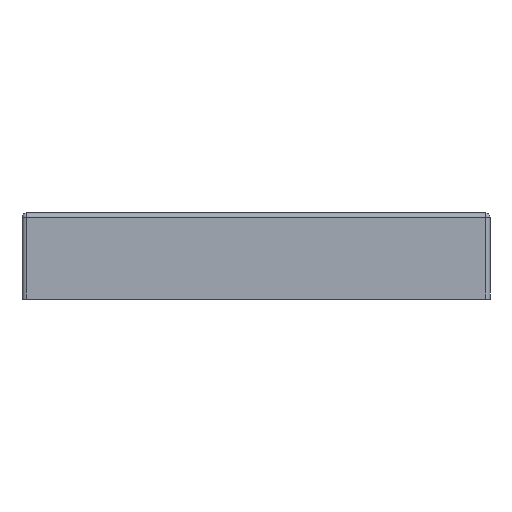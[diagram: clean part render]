
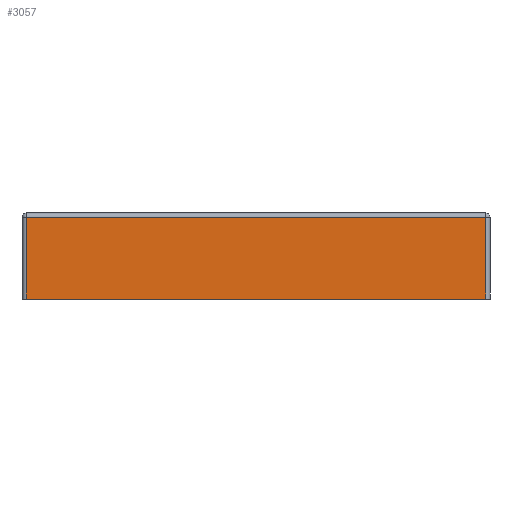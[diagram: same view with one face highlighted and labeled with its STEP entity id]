
A CAD part, front view. The second image highlights one B-rep face of the part: STEP entity #3057.
In plain terms, the highlighted planar face has unit normal (0, -1, 0).
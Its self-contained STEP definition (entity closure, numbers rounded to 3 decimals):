
#272 = VERTEX_POINT('',#273);
#273 = CARTESIAN_POINT('',(1.,-20.,17.2));
#292 = CYLINDRICAL_SURFACE('',#293,1.);
#293 = AXIS2_PLACEMENT_3D('',#294,#295,#296);
#294 = CARTESIAN_POINT('',(1.,-19.,36.2));
#295 = DIRECTION('',(-0.,-0.,-1.));
#296 = DIRECTION('',(1.,0.,0.));
#977 = PLANE('',#978);
#978 = AXIS2_PLACEMENT_3D('',#979,#980,#981);
#979 = CARTESIAN_POINT('',(1.,-20.,17.2));
#980 = DIRECTION('',(-0.,-0.,-1.));
#981 = DIRECTION('',(-1.,0.,0.));
#1357 = VERTEX_POINT('',#1358);
#1358 = CARTESIAN_POINT('',(1.,-20.,36.2));
#1385 = EDGE_CURVE('',#1357,#272,#1386,.T.);
#1386 = SURFACE_CURVE('',#1387,(#1391,#1398),.PCURVE_S1.);
#1387 = LINE('',#1388,#1389);
#1388 = CARTESIAN_POINT('',(1.,-20.,36.2));
#1389 = VECTOR('',#1390,1.);
#1390 = DIRECTION('',(-0.,-0.,-1.));
#1391 = PCURVE('',#292,#1392);
#1392 = DEFINITIONAL_REPRESENTATION('',(#1393),#1397);
#1393 = LINE('',#1394,#1395);
#1394 = CARTESIAN_POINT('',(-4.712,0.));
#1395 = VECTOR('',#1396,1.);
#1396 = DIRECTION('',(-0.,1.));
#1397 = ( GEOMETRIC_REPRESENTATION_CONTEXT(2) 
PARAMETRIC_REPRESENTATION_CONTEXT() REPRESENTATION_CONTEXT('2D SPACE',''
  ) );
#1398 = PCURVE('',#1399,#1404);
#1399 = PLANE('',#1400);
#1400 = AXIS2_PLACEMENT_3D('',#1401,#1402,#1403);
#1401 = CARTESIAN_POINT('',(1.,-20.,36.2));
#1402 = DIRECTION('',(0.,1.,0.));
#1403 = DIRECTION('',(0.,0.,1.));
#1404 = DEFINITIONAL_REPRESENTATION('',(#1405),#1409);
#1405 = LINE('',#1406,#1407);
#1406 = CARTESIAN_POINT('',(0.,-0.));
#1407 = VECTOR('',#1408,1.);
#1408 = DIRECTION('',(-1.,0.));
#1409 = ( GEOMETRIC_REPRESENTATION_CONTEXT(2) 
PARAMETRIC_REPRESENTATION_CONTEXT() REPRESENTATION_CONTEXT('2D SPACE',''
  ) );
#1886 = EDGE_CURVE('',#272,#1887,#1889,.T.);
#1887 = VERTEX_POINT('',#1888);
#1888 = CARTESIAN_POINT('',(107.7,-20.,17.2));
#1889 = SURFACE_CURVE('',#1890,(#1894,#1901),.PCURVE_S1.);
#1890 = LINE('',#1891,#1892);
#1891 = CARTESIAN_POINT('',(1.,-20.,17.2));
#1892 = VECTOR('',#1893,1.);
#1893 = DIRECTION('',(1.,0.,0.));
#1894 = PCURVE('',#977,#1895);
#1895 = DEFINITIONAL_REPRESENTATION('',(#1896),#1900);
#1896 = LINE('',#1897,#1898);
#1897 = CARTESIAN_POINT('',(-0.,0.));
#1898 = VECTOR('',#1899,1.);
#1899 = DIRECTION('',(-1.,0.));
#1900 = ( GEOMETRIC_REPRESENTATION_CONTEXT(2) 
PARAMETRIC_REPRESENTATION_CONTEXT() REPRESENTATION_CONTEXT('2D SPACE',''
  ) );
#1901 = PCURVE('',#1399,#1902);
#1902 = DEFINITIONAL_REPRESENTATION('',(#1903),#1907);
#1903 = LINE('',#1904,#1905);
#1904 = CARTESIAN_POINT('',(-19.,0.));
#1905 = VECTOR('',#1906,1.);
#1906 = DIRECTION('',(-0.,1.));
#1907 = ( GEOMETRIC_REPRESENTATION_CONTEXT(2) 
PARAMETRIC_REPRESENTATION_CONTEXT() REPRESENTATION_CONTEXT('2D SPACE',''
  ) );
#3057 = ADVANCED_FACE('',(#3058),#1399,.F.);
#3058 = FACE_BOUND('',#3059,.T.);
#3059 = EDGE_LOOP('',(#3060,#3088,#3089,#3090));
#3060 = ORIENTED_EDGE('',*,*,#3061,.F.);
#3061 = EDGE_CURVE('',#1357,#3062,#3064,.T.);
#3062 = VERTEX_POINT('',#3063);
#3063 = CARTESIAN_POINT('',(107.7,-20.,36.2));
#3064 = SURFACE_CURVE('',#3065,(#3069,#3076),.PCURVE_S1.);
#3065 = LINE('',#3066,#3067);
#3066 = CARTESIAN_POINT('',(1.,-20.,36.2));
#3067 = VECTOR('',#3068,1.);
#3068 = DIRECTION('',(1.,0.,0.));
#3069 = PCURVE('',#1399,#3070);
#3070 = DEFINITIONAL_REPRESENTATION('',(#3071),#3075);
#3071 = LINE('',#3072,#3073);
#3072 = CARTESIAN_POINT('',(0.,-0.));
#3073 = VECTOR('',#3074,1.);
#3074 = DIRECTION('',(-0.,1.));
#3075 = ( GEOMETRIC_REPRESENTATION_CONTEXT(2) 
PARAMETRIC_REPRESENTATION_CONTEXT() REPRESENTATION_CONTEXT('2D SPACE',''
  ) );
#3076 = PCURVE('',#3077,#3082);
#3077 = CYLINDRICAL_SURFACE('',#3078,1.);
#3078 = AXIS2_PLACEMENT_3D('',#3079,#3080,#3081);
#3079 = CARTESIAN_POINT('',(1.,-19.,36.2));
#3080 = DIRECTION('',(1.,0.,0.));
#3081 = DIRECTION('',(0.,0.,1.));
#3082 = DEFINITIONAL_REPRESENTATION('',(#3083),#3087);
#3083 = LINE('',#3084,#3085);
#3084 = CARTESIAN_POINT('',(-4.712,0.));
#3085 = VECTOR('',#3086,1.);
#3086 = DIRECTION('',(-0.,1.));
#3087 = ( GEOMETRIC_REPRESENTATION_CONTEXT(2) 
PARAMETRIC_REPRESENTATION_CONTEXT() REPRESENTATION_CONTEXT('2D SPACE',''
  ) );
#3088 = ORIENTED_EDGE('',*,*,#1385,.T.);
#3089 = ORIENTED_EDGE('',*,*,#1886,.T.);
#3090 = ORIENTED_EDGE('',*,*,#3091,.F.);
#3091 = EDGE_CURVE('',#3062,#1887,#3092,.T.);
#3092 = SURFACE_CURVE('',#3093,(#3097,#3104),.PCURVE_S1.);
#3093 = LINE('',#3094,#3095);
#3094 = CARTESIAN_POINT('',(107.7,-20.,36.2));
#3095 = VECTOR('',#3096,1.);
#3096 = DIRECTION('',(-0.,-0.,-1.));
#3097 = PCURVE('',#1399,#3098);
#3098 = DEFINITIONAL_REPRESENTATION('',(#3099),#3103);
#3099 = LINE('',#3100,#3101);
#3100 = CARTESIAN_POINT('',(0.,106.7));
#3101 = VECTOR('',#3102,1.);
#3102 = DIRECTION('',(-1.,0.));
#3103 = ( GEOMETRIC_REPRESENTATION_CONTEXT(2) 
PARAMETRIC_REPRESENTATION_CONTEXT() REPRESENTATION_CONTEXT('2D SPACE',''
  ) );
#3104 = PCURVE('',#3105,#3110);
#3105 = CYLINDRICAL_SURFACE('',#3106,1.);
#3106 = AXIS2_PLACEMENT_3D('',#3107,#3108,#3109);
#3107 = CARTESIAN_POINT('',(107.7,-19.,36.2));
#3108 = DIRECTION('',(-0.,-0.,-1.));
#3109 = DIRECTION('',(1.,0.,0.));
#3110 = DEFINITIONAL_REPRESENTATION('',(#3111),#3115);
#3111 = LINE('',#3112,#3113);
#3112 = CARTESIAN_POINT('',(-4.712,0.));
#3113 = VECTOR('',#3114,1.);
#3114 = DIRECTION('',(-0.,1.));
#3115 = ( GEOMETRIC_REPRESENTATION_CONTEXT(2) 
PARAMETRIC_REPRESENTATION_CONTEXT() REPRESENTATION_CONTEXT('2D SPACE',''
  ) );
